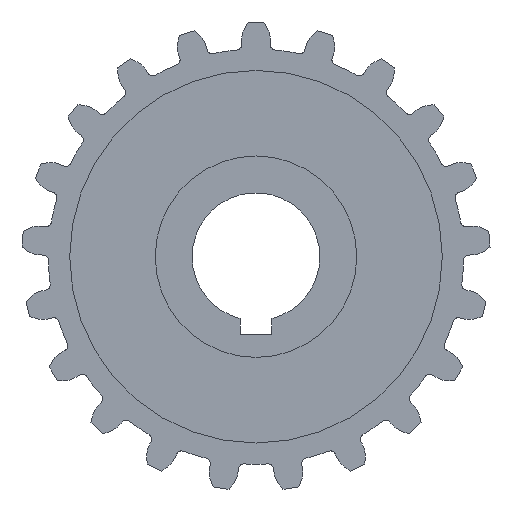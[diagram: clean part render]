
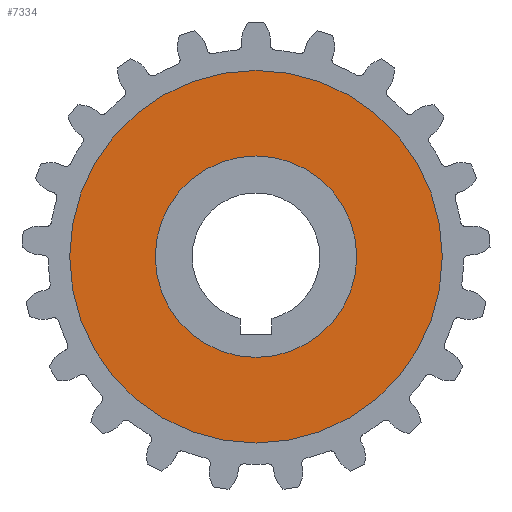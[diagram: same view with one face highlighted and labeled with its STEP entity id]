
A CAD part, front view. The second image highlights one B-rep face of the part: STEP entity #7334.
In plain terms, the highlighted planar face has unit normal (0, -1, 0).
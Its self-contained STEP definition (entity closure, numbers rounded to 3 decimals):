
#7273=CARTESIAN_POINT('Vertex',(-17.5,5.,0.)) ;
#7276=CARTESIAN_POINT('Axis2P3D Location',(0.,5.,0.)) ;
#7280=CARTESIAN_POINT('Vertex',(17.5,5.,0.)) ;
#7295=CARTESIAN_POINT('Axis2P3D Location',(0.,5.,0.)) ;
#7307=CARTESIAN_POINT('Axis2P3D Location',(0.,5.,0.)) ;
#7316=CARTESIAN_POINT('Axis2P3D Location',(0.,5.,0.)) ;
#7320=CARTESIAN_POINT('Vertex',(-9.462,5.,0.)) ;
#7322=CARTESIAN_POINT('Vertex',(9.462,5.,0.)) ;
#7325=CARTESIAN_POINT('Axis2P3D Location',(0.,5.,0.)) ;
#7277=DIRECTION('Axis2P3D Direction',(0.,1.,-0.)) ;
#7296=DIRECTION('Axis2P3D Direction',(0.,1.,-0.)) ;
#7308=DIRECTION('Axis2P3D Direction',(0.,1.,-0.)) ;
#7309=DIRECTION('Axis2P3D XDirection',(-1.,0.,0.)) ;
#7317=DIRECTION('Axis2P3D Direction',(0.,1.,-0.)) ;
#7326=DIRECTION('Axis2P3D Direction',(0.,1.,-0.)) ;
#7278=AXIS2_PLACEMENT_3D('Circle Axis2P3D',#7276,#7277,$) ;
#7297=AXIS2_PLACEMENT_3D('Circle Axis2P3D',#7295,#7296,$) ;
#7310=AXIS2_PLACEMENT_3D('Plane Axis2P3D',#7307,#7308,#7309) ;
#7318=AXIS2_PLACEMENT_3D('Circle Axis2P3D',#7316,#7317,$) ;
#7327=AXIS2_PLACEMENT_3D('Circle Axis2P3D',#7325,#7326,$) ;
#7313=ORIENTED_EDGE('',*,*,#7299,.F.) ;
#7314=ORIENTED_EDGE('',*,*,#7282,.F.) ;
#7331=ORIENTED_EDGE('',*,*,#7324,.T.) ;
#7332=ORIENTED_EDGE('',*,*,#7329,.T.) ;
#7333=FACE_BOUND('',#7330,.T.) ;
#7334=ADVANCED_FACE('Corps principal',(#7315,#7333),#7311,.F.) ;
#7279=CIRCLE('generated circle',#7278,17.5) ;
#7298=CIRCLE('generated circle',#7297,17.5) ;
#7319=CIRCLE('generated circle',#7318,9.462) ;
#7328=CIRCLE('generated circle',#7327,9.462) ;
#7282=EDGE_CURVE('',#7274,#7281,#7279,.T.) ;
#7299=EDGE_CURVE('',#7281,#7274,#7298,.T.) ;
#7324=EDGE_CURVE('',#7321,#7323,#7319,.T.) ;
#7329=EDGE_CURVE('',#7323,#7321,#7328,.T.) ;
#7312=EDGE_LOOP('',(#7313,#7314)) ;
#7330=EDGE_LOOP('',(#7331,#7332)) ;
#7315=FACE_OUTER_BOUND('',#7312,.T.) ;
#7311=PLANE('Plane',#7310) ;
#7274=VERTEX_POINT('',#7273) ;
#7281=VERTEX_POINT('',#7280) ;
#7321=VERTEX_POINT('',#7320) ;
#7323=VERTEX_POINT('',#7322) ;
